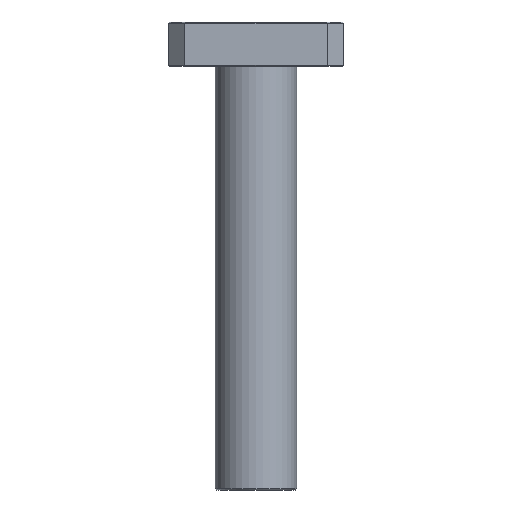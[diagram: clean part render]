
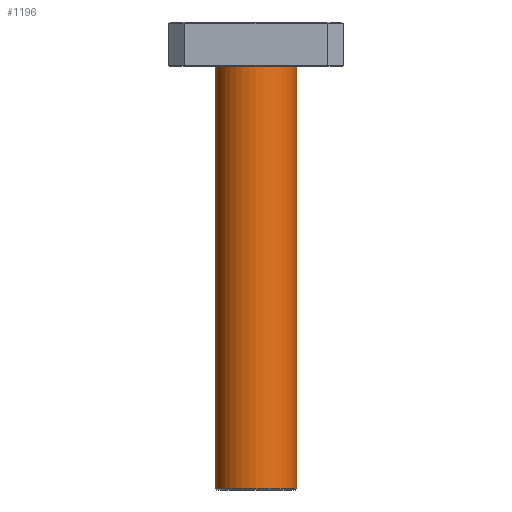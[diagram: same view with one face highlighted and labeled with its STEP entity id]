
A CAD part, front view. The second image highlights one B-rep face of the part: STEP entity #1196.
In plain terms, the highlighted cylindrical face has radius 4.445 mm (diameter 8.89 mm), a partial arc.
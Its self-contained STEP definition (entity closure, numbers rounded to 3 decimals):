
#8 = LINE ( 'NONE', #1304, #852 ) ;
#59 = FACE_OUTER_BOUND ( 'NONE', #1235, .T. ) ;
#88 = CARTESIAN_POINT ( 'NONE',  ( 0., 0., -4.826 ) ) ;
#95 = VERTEX_POINT ( 'NONE', #216 ) ;
#102 = VERTEX_POINT ( 'NONE', #652 ) ;
#108 = EDGE_CURVE ( 'NONE', #102, #95, #8, .T. ) ;
#127 = DIRECTION ( 'NONE',  ( 1., 0., 0. ) ) ;
#134 = EDGE_CURVE ( 'NONE', #879, #102, #873, .T. ) ;
#211 = ORIENTED_EDGE ( 'NONE', *, *, #440, .T. ) ;
#216 = CARTESIAN_POINT ( 'NONE',  ( 4.445, 0., -4.826 ) ) ;
#224 = VECTOR ( 'NONE', #942, 1000. ) ;
#272 = LINE ( 'NONE', #1148, #224 ) ;
#328 = DIRECTION ( 'NONE',  ( 0., 0., 1. ) ) ;
#440 = EDGE_CURVE ( 'NONE', #95, #1023, #558, .T. ) ;
#558 = CIRCLE ( 'NONE', #761, 4.445 ) ;
#583 = CARTESIAN_POINT ( 'NONE',  ( 0., 0., -50.673 ) ) ;
#625 = CYLINDRICAL_SURFACE ( 'NONE', #649, 4.445 ) ;
#649 = AXIS2_PLACEMENT_3D ( 'NONE', #825, #1054, #1359 ) ;
#652 = CARTESIAN_POINT ( 'NONE',  ( 4.445, 0., -50.673 ) ) ;
#761 = AXIS2_PLACEMENT_3D ( 'NONE', #88, #1382, #959 ) ;
#825 = CARTESIAN_POINT ( 'NONE',  ( 0., 0., -50.8 ) ) ;
#832 = CARTESIAN_POINT ( 'NONE',  ( -4.445, 0., -50.673 ) ) ;
#852 = VECTOR ( 'NONE', #328, 1000. ) ;
#873 = CIRCLE ( 'NONE', #1279, 4.445 ) ;
#879 = VERTEX_POINT ( 'NONE', #832 ) ;
#904 = ORIENTED_EDGE ( 'NONE', *, *, #1218, .F. ) ;
#942 = DIRECTION ( 'NONE',  ( 0., 0., 1. ) ) ;
#959 = DIRECTION ( 'NONE',  ( -1., 0., 0. ) ) ;
#963 = ORIENTED_EDGE ( 'NONE', *, *, #108, .T. ) ;
#990 = ORIENTED_EDGE ( 'NONE', *, *, #134, .T. ) ;
#1023 = VERTEX_POINT ( 'NONE', #1030 ) ;
#1030 = CARTESIAN_POINT ( 'NONE',  ( -4.445, 0., -4.826 ) ) ;
#1054 = DIRECTION ( 'NONE',  ( 0., 0., 1. ) ) ;
#1148 = CARTESIAN_POINT ( 'NONE',  ( -4.445, 0., -50.8 ) ) ;
#1196 = ADVANCED_FACE ( 'NONE', ( #59 ), #625, .T. ) ;
#1218 = EDGE_CURVE ( 'NONE', #879, #1023, #272, .T. ) ;
#1235 = EDGE_LOOP ( 'NONE', ( #904, #990, #963, #211 ) ) ;
#1279 = AXIS2_PLACEMENT_3D ( 'NONE', #583, #1342, #127 ) ;
#1304 = CARTESIAN_POINT ( 'NONE',  ( 4.445, 0., -50.8 ) ) ;
#1342 = DIRECTION ( 'NONE',  ( 0., 0., 1. ) ) ;
#1359 = DIRECTION ( 'NONE',  ( 1., 0., 0. ) ) ;
#1382 = DIRECTION ( 'NONE',  ( 0., 0., -1. ) ) ;
